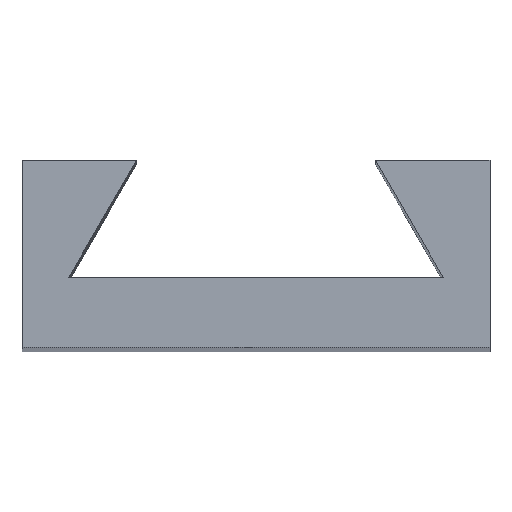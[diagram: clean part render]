
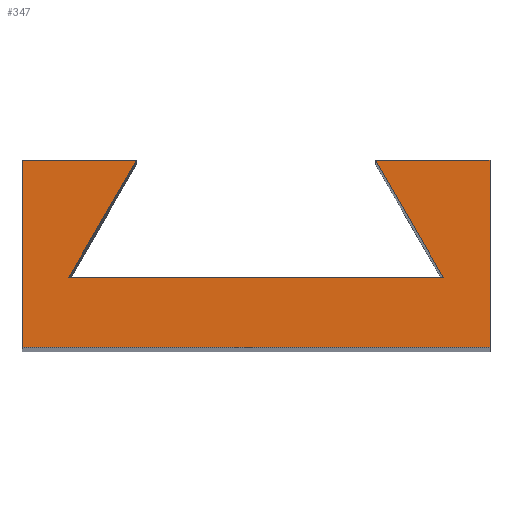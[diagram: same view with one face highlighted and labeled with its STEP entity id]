
A CAD part, top view. The second image highlights one B-rep face of the part: STEP entity #347.
In plain terms, the highlighted planar face has unit normal (0, 0, 1).
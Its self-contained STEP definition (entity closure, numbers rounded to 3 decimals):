
#145=CARTESIAN_POINT('',(-10.0,0.,54.0));
#146=VERTEX_POINT('',#145);
#147=CARTESIAN_POINT('',(-10.0,8.,54.0));
#148=VERTEX_POINT('',#147);
#149=CARTESIAN_POINT('',(-10.0,0.,54.0));
#150=DIRECTION('',(0.0,1.0,0.0));
#151=VECTOR('',#150,8.);
#152=LINE('',#149,#151);
#153=EDGE_CURVE('',#146,#148,#152,.T.);
#176=CARTESIAN_POINT('',(-5.113,8.0,54.0));
#177=VERTEX_POINT('',#176);
#178=CARTESIAN_POINT('',(-10.0,8.,54.0));
#179=DIRECTION('',(1.0,0.0,0.0));
#180=VECTOR('',#179,4.887);
#181=LINE('',#178,#180);
#182=EDGE_CURVE('',#148,#177,#181,.T.);
#200=CARTESIAN_POINT('',(-8.0,3.,54.0));
#201=VERTEX_POINT('',#200);
#202=CARTESIAN_POINT('',(-5.113,8.0,54.0));
#203=DIRECTION('',(-0.5,-0.866,0.0));
#204=VECTOR('',#203,5.774);
#205=LINE('',#202,#204);
#206=EDGE_CURVE('',#177,#201,#205,.T.);
#224=CARTESIAN_POINT('',(8.,3.,54.0));
#225=VERTEX_POINT('',#224);
#226=CARTESIAN_POINT('',(-8.0,3.,54.0));
#227=DIRECTION('',(1.0,0.0,0.0));
#228=VECTOR('',#227,16.);
#229=LINE('',#226,#228);
#230=EDGE_CURVE('',#201,#225,#229,.T.);
#248=CARTESIAN_POINT('',(5.113,8.,54.0));
#249=VERTEX_POINT('',#248);
#250=CARTESIAN_POINT('',(8.,3.,54.0));
#251=DIRECTION('',(-0.5,0.866,0.0));
#252=VECTOR('',#251,5.774);
#253=LINE('',#250,#252);
#254=EDGE_CURVE('',#225,#249,#253,.T.);
#272=CARTESIAN_POINT('',(10.0,8.,54.0));
#273=VERTEX_POINT('',#272);
#274=CARTESIAN_POINT('',(5.113,8.,54.0));
#275=DIRECTION('',(1.0,0.0,0.0));
#276=VECTOR('',#275,4.887);
#277=LINE('',#274,#276);
#278=EDGE_CURVE('',#249,#273,#277,.T.);
#296=CARTESIAN_POINT('',(10.0,0.,54.0));
#297=VERTEX_POINT('',#296);
#298=CARTESIAN_POINT('',(10.0,8.,54.0));
#299=DIRECTION('',(0.0,-1.0,0.0));
#300=VECTOR('',#299,8.);
#301=LINE('',#298,#300);
#302=EDGE_CURVE('',#273,#297,#301,.T.);
#320=CARTESIAN_POINT('',(10.0,0.,54.0));
#321=DIRECTION('',(-1.0,0.0,0.0));
#322=VECTOR('',#321,20.0);
#323=LINE('',#320,#322);
#324=EDGE_CURVE('',#297,#146,#323,.T.);
#332=CARTESIAN_POINT('',(0.,3.46,54.0));
#333=DIRECTION('',(0.0,0.0,1.0));
#334=DIRECTION('',(1.0,0.0,0.0));
#335=AXIS2_PLACEMENT_3D('',#332,#333,#334);
#336=PLANE('',#335);
#337=ORIENTED_EDGE('',*,*,#153,.F.);
#338=ORIENTED_EDGE('',*,*,#324,.F.);
#339=ORIENTED_EDGE('',*,*,#302,.F.);
#340=ORIENTED_EDGE('',*,*,#278,.F.);
#341=ORIENTED_EDGE('',*,*,#254,.F.);
#342=ORIENTED_EDGE('',*,*,#230,.F.);
#343=ORIENTED_EDGE('',*,*,#206,.F.);
#344=ORIENTED_EDGE('',*,*,#182,.F.);
#345=EDGE_LOOP('',(#337,#338,#339,#340,#341,#342,#343,#344));
#346=FACE_OUTER_BOUND('',#345,.T.);
#347=ADVANCED_FACE('',(#346),#336,.T.);
